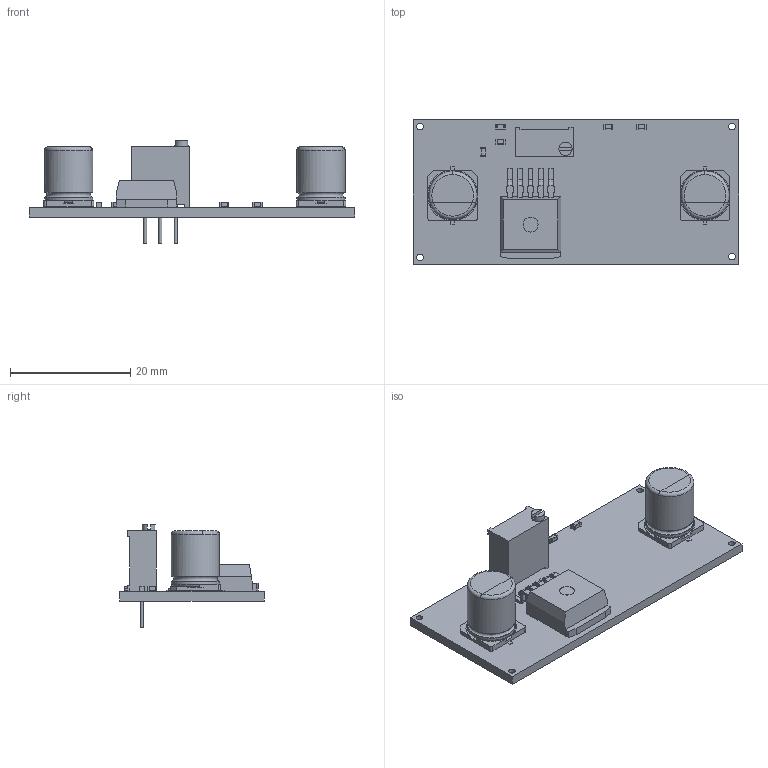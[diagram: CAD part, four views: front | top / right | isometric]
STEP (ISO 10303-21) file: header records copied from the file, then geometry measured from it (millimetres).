
FILE_DESCRIPTION(('KiCad electronic assembly'),'2;1');
FILE_NAME('DCDC_BUCK_STEPDOWN.step','2022-02-08T13:52:53',('An Author'), ('A Company'),'Open CASCADE STEP processor 7.5', 'KiCad to STEP converter','Unknown');
FILE_SCHEMA(('AUTOMOTIVE_DESIGN { 1 0 10303 214 1 1 1 1 }'));
Length unit declared in the file: millimetre
Products named in the file (12): Open CASCADE STEP translator 7.5 1; TO-263-5_TabPin3; SOLID; Potentiometer_Bourns_3296W_Vertical; R_0603_1608Metric; CP_Elec_8x10; C_0603_1608Metric; COMPOUND
Assembly tree (15 placements, depth 3):
  Open CASCADE STEP translator 7.5 1
    TO-263-5_TabPin3
      SOLID
    Potentiometer_Bourns_3296W_Vertical
      SOLID
    R_0603_1608Metric
      SOLID
    CP_Elec_8x10  x2
      SOLID
    C_0603_1608Metric  x4
      SOLID
    COMPOUND
Bounding box: 54 x 24 x 17.07 mm (x, y, z)
Volume: 3899.3 mm3; surface area: 4607.4 mm2
Topology: 10 solids, 10 shells, 395 faces, 1035 edges, 680 vertices
Faces by surface type: plane 273, cylinder 108, torus 8, bspline 4, revolution 2
Full cylindrical faces by diameter (mm): 0.51 x3, 0.8 x3, 1.1 x4, 2.19 x1, 2.5 x1, 8 x4
Entity records: 20220 total; most frequent: CARTESIAN_POINT 3664, DIRECTION 2771, LINE 1868, VECTOR 1868, ORIENTED_EDGE 1432, PCURVE 1432, DEFINITIONAL_REPRESENTATION 1432, EDGE_CURVE 716
